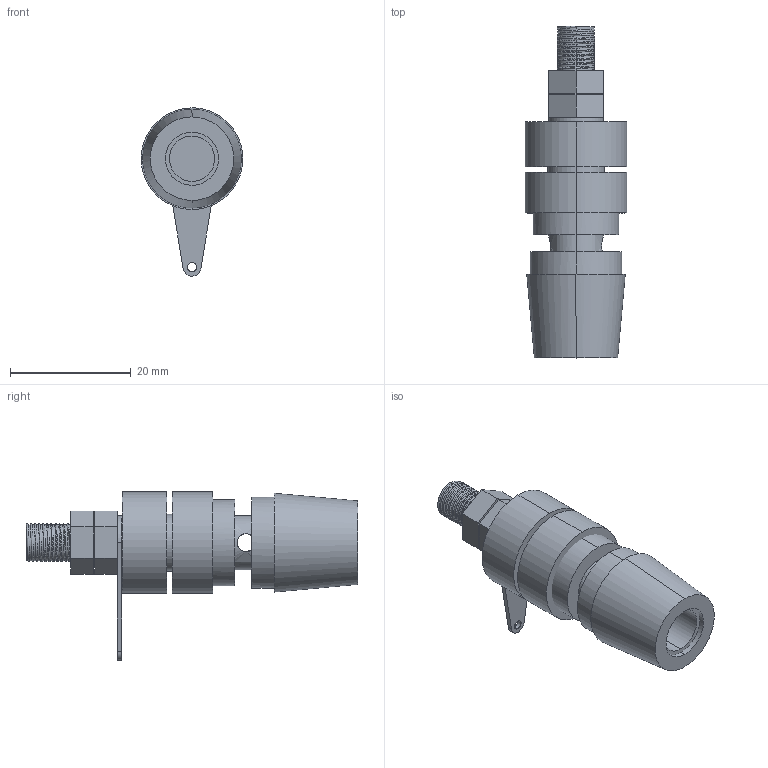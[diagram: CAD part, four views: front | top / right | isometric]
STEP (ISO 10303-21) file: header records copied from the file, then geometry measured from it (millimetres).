
FILE_DESCRIPTION(/* description */ (''),/* implementation_level */ '2;1');
FILE_NAME(/* name */ 'BORNEP~1',/* time_stamp */ '2021-01-18T11:53:42-03:00',/* author */ (''),/* organization */ (''),/* preprocessor_version */ 'ST-DEVELOPER v14',/* originating_system */ '',/* authorisation */ '');
FILE_SCHEMA (('AUTOMOTIVE_DESIGN'));
Length unit declared in the file: millimetre
Products named in the file (1): Document
Bounding box: 16.85 x 55.08 x 27.94 mm (x, y, z)
Volume: 8155.8 mm3; surface area: 6740.4 mm2
Topology: 9 solids, 9 shells, 183 faces, 477 edges, 318 vertices
Faces by surface type: bspline 142, plane 41
Entity records: 18545 total; most frequent: CARTESIAN_POINT 15780, ORIENTED_EDGE 954, EDGE_CURVE 477, VERTEX_POINT 318, B_SPLINE_CURVE_WITH_KNOTS 249, EDGE_LOOP 205, ADVANCED_FACE 183, FACE_OUTER_BOUND 183
